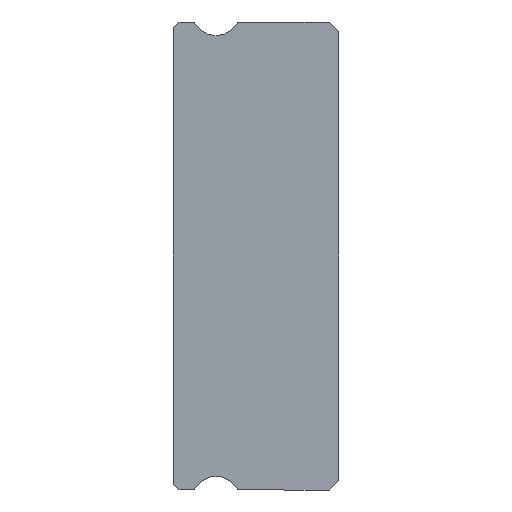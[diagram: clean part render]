
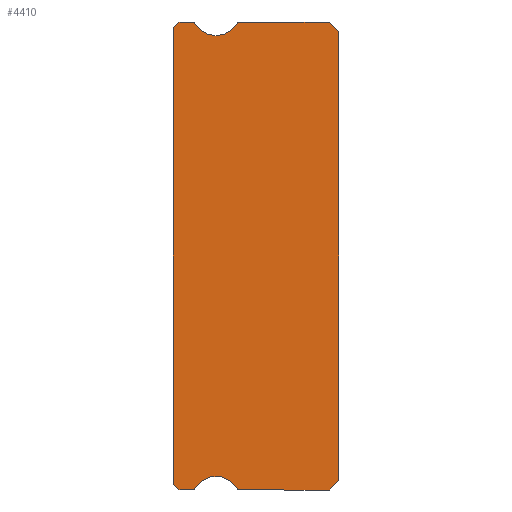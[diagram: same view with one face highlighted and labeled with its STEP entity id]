
A CAD part, left-side view. The second image highlights one B-rep face of the part: STEP entity #4410.
In plain terms, the highlighted planar face has unit normal (-1, 0, 0).
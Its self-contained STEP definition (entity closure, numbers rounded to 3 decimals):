
#8 = PLANE ( 'NONE',  #1691 ) ;
#28 = DIRECTION ( 'NONE',  ( 1., 0., 0. ) ) ;
#55 = LINE ( 'NONE', #970, #2150 ) ;
#66 = VECTOR ( 'NONE', #5737, 1000. ) ;
#152 = CARTESIAN_POINT ( 'NONE',  ( -20., 0.5, -12. ) ) ;
#212 = LINE ( 'NONE', #2041, #66 ) ;
#286 = DIRECTION ( 'NONE',  ( 0., 0., -1. ) ) ;
#301 = CARTESIAN_POINT ( 'NONE',  ( -20., 7.512, -12. ) ) ;
#387 = LINE ( 'NONE', #489, #3760 ) ;
#395 = CARTESIAN_POINT ( 'NONE',  ( -20., 5.217, 11.925 ) ) ;
#466 = VERTEX_POINT ( 'NONE', #2703 ) ;
#489 = CARTESIAN_POINT ( 'NONE',  ( -20., 0., 11.5 ) ) ;
#499 = DIRECTION ( 'NONE',  ( 0., 1., 0. ) ) ;
#516 = DIRECTION ( 'NONE',  ( 0., 0., 1. ) ) ;
#544 = VERTEX_POINT ( 'NONE', #3643 ) ;
#579 = LINE ( 'NONE', #2324, #2064 ) ;
#596 = LINE ( 'NONE', #3869, #4564 ) ;
#924 = VECTOR ( 'NONE', #2465, 1000. ) ;
#932 = DIRECTION ( 'NONE',  ( 1., 0., 0. ) ) ;
#970 = CARTESIAN_POINT ( 'NONE',  ( -20., 0.5, 12. ) ) ;
#1007 = CARTESIAN_POINT ( 'NONE',  ( -20., 0.5, 12. ) ) ;
#1009 = CIRCLE ( 'NONE', #1983, 0.15 ) ;
#1071 = CARTESIAN_POINT ( 'NONE',  ( -20., 8.2, -12. ) ) ;
#1134 = EDGE_CURVE ( 'NONE', #5798, #1712, #5871, .T. ) ;
#1185 = ORIENTED_EDGE ( 'NONE', *, *, #2350, .T. ) ;
#1209 = AXIS2_PLACEMENT_3D ( 'NONE', #4253, #5585, #1482 ) ;
#1216 = DIRECTION ( 'NONE',  ( 0., 0., -1. ) ) ;
#1252 = ORIENTED_EDGE ( 'NONE', *, *, #3519, .F. ) ;
#1307 = CARTESIAN_POINT ( 'NONE',  ( -20., 7.512, -11.85 ) ) ;
#1419 = LINE ( 'NONE', #5136, #5026 ) ;
#1482 = DIRECTION ( 'NONE',  ( 0., 0., -1. ) ) ;
#1503 = VERTEX_POINT ( 'NONE', #4431 ) ;
#1518 = EDGE_CURVE ( 'NONE', #2509, #5634, #579, .T. ) ;
#1528 = DIRECTION ( 'NONE',  ( -1., 0., 0. ) ) ;
#1617 = DIRECTION ( 'NONE',  ( 0., 0.707, -0.707 ) ) ;
#1674 = CIRCLE ( 'NONE', #4934, 0.15 ) ;
#1691 = AXIS2_PLACEMENT_3D ( 'NONE', #2873, #4136, #4115 ) ;
#1712 = VERTEX_POINT ( 'NONE', #4867 ) ;
#1791 = CIRCLE ( 'NONE', #5315, 0.15 ) ;
#1983 = AXIS2_PLACEMENT_3D ( 'NONE', #4767, #2503, #1216 ) ;
#2005 = AXIS2_PLACEMENT_3D ( 'NONE', #2412, #4597, #5034 ) ;
#2038 = ORIENTED_EDGE ( 'NONE', *, *, #3933, .F. ) ;
#2041 = CARTESIAN_POINT ( 'NONE',  ( -20., 7.512, 12. ) ) ;
#2064 = VECTOR ( 'NONE', #5610, 1000. ) ;
#2112 = ORIENTED_EDGE ( 'NONE', *, *, #3533, .T. ) ;
#2150 = VECTOR ( 'NONE', #3287, 1000. ) ;
#2255 = CARTESIAN_POINT ( 'NONE',  ( -20., 8.2, -12. ) ) ;
#2324 = CARTESIAN_POINT ( 'NONE',  ( -20., 0., -11.5 ) ) ;
#2350 = EDGE_CURVE ( 'NONE', #544, #466, #5581, .T. ) ;
#2386 = CIRCLE ( 'NONE', #2771, 1.25 ) ;
#2396 = LINE ( 'NONE', #3260, #5700 ) ;
#2412 = CARTESIAN_POINT ( 'NONE',  ( -20., 5.088, -11.85 ) ) ;
#2427 = DIRECTION ( 'NONE',  ( 0., 1., 0. ) ) ;
#2435 = EDGE_CURVE ( 'NONE', #5634, #4075, #2396, .T. ) ;
#2465 = DIRECTION ( 'NONE',  ( 0., -0.707, -0.707 ) ) ;
#2503 = DIRECTION ( 'NONE',  ( 1., 0., 0. ) ) ;
#2509 = VERTEX_POINT ( 'NONE', #4699 ) ;
#2601 = EDGE_CURVE ( 'NONE', #3264, #5752, #212, .T. ) ;
#2619 = ORIENTED_EDGE ( 'NONE', *, *, #5639, .T. ) ;
#2703 = CARTESIAN_POINT ( 'NONE',  ( -20., 8.2, 12. ) ) ;
#2771 = AXIS2_PLACEMENT_3D ( 'NONE', #5172, #3926, #4269 ) ;
#2782 = VERTEX_POINT ( 'NONE', #4056 ) ;
#2854 = VERTEX_POINT ( 'NONE', #4682 ) ;
#2873 = CARTESIAN_POINT ( 'NONE',  ( -20., 7.512, 11.85 ) ) ;
#2958 = EDGE_CURVE ( 'NONE', #2782, #3620, #596, .T. ) ;
#2994 = CARTESIAN_POINT ( 'NONE',  ( -20., 6.3, -12.55 ) ) ;
#3019 = ORIENTED_EDGE ( 'NONE', *, *, #5092, .T. ) ;
#3028 = ORIENTED_EDGE ( 'NONE', *, *, #5414, .T. ) ;
#3159 = ORIENTED_EDGE ( 'NONE', *, *, #5556, .F. ) ;
#3169 = VERTEX_POINT ( 'NONE', #395 ) ;
#3260 = CARTESIAN_POINT ( 'NONE',  ( -20., 7.512, -12. ) ) ;
#3264 = VERTEX_POINT ( 'NONE', #3863 ) ;
#3287 = DIRECTION ( 'NONE',  ( 0., -0.707, -0.707 ) ) ;
#3295 = AXIS2_PLACEMENT_3D ( 'NONE', #2994, #1528, #286 ) ;
#3309 = ORIENTED_EDGE ( 'NONE', *, *, #2958, .F. ) ;
#3359 = LINE ( 'NONE', #1071, #924 ) ;
#3519 = EDGE_CURVE ( 'NONE', #1503, #2854, #3801, .T. ) ;
#3533 = EDGE_CURVE ( 'NONE', #2782, #5570, #3359, .T. ) ;
#3544 = FACE_OUTER_BOUND ( 'NONE', #3666, .T. ) ;
#3620 = VERTEX_POINT ( 'NONE', #4015 ) ;
#3643 = CARTESIAN_POINT ( 'NONE',  ( -20., 7.512, 12. ) ) ;
#3666 = EDGE_LOOP ( 'NONE', ( #3309, #2112, #2619, #3159, #4604, #2038, #4969, #5779, #3019, #5466, #4412, #5682, #4939, #1252, #4422, #1185, #3028 ) ) ;
#3760 = VECTOR ( 'NONE', #516, 1000. ) ;
#3801 = CIRCLE ( 'NONE', #1209, 1.25 ) ;
#3863 = CARTESIAN_POINT ( 'NONE',  ( -20., 5.088, 12. ) ) ;
#3869 = CARTESIAN_POINT ( 'NONE',  ( -20., 8.5, 11.85 ) ) ;
#3880 = VECTOR ( 'NONE', #1617, 1000. ) ;
#3926 = DIRECTION ( 'NONE',  ( -1., 0., 0. ) ) ;
#3933 = EDGE_CURVE ( 'NONE', #4075, #5798, #4486, .T. ) ;
#3973 = EDGE_CURVE ( 'NONE', #2854, #3169, #2386, .T. ) ;
#3984 = CARTESIAN_POINT ( 'NONE',  ( -20., 5.217, -11.925 ) ) ;
#4015 = CARTESIAN_POINT ( 'NONE',  ( -20., 8.5, 11.7 ) ) ;
#4056 = CARTESIAN_POINT ( 'NONE',  ( -20., 8.5, -11.7 ) ) ;
#4062 = VERTEX_POINT ( 'NONE', #301 ) ;
#4075 = VERTEX_POINT ( 'NONE', #5767 ) ;
#4115 = DIRECTION ( 'NONE',  ( 0., 0., -1. ) ) ;
#4136 = DIRECTION ( 'NONE',  ( 1., 0., 0. ) ) ;
#4197 = DIRECTION ( 'NONE',  ( 0., -1., 0. ) ) ;
#4253 = CARTESIAN_POINT ( 'NONE',  ( -20., 6.3, 12.55 ) ) ;
#4269 = DIRECTION ( 'NONE',  ( 0., 0., -1. ) ) ;
#4316 = VERTEX_POINT ( 'NONE', #5674 ) ;
#4410 = ADVANCED_FACE ( 'NONE', ( #3544 ), #8, .F. ) ;
#4412 = ORIENTED_EDGE ( 'NONE', *, *, #2601, .F. ) ;
#4414 = CARTESIAN_POINT ( 'NONE',  ( -20., 8.5, 11.7 ) ) ;
#4422 = ORIENTED_EDGE ( 'NONE', *, *, #4481, .F. ) ;
#4425 = CARTESIAN_POINT ( 'NONE',  ( -20., 8.2, 12. ) ) ;
#4431 = CARTESIAN_POINT ( 'NONE',  ( -20., 7.383, 11.925 ) ) ;
#4481 = EDGE_CURVE ( 'NONE', #544, #1503, #1791, .T. ) ;
#4486 = CIRCLE ( 'NONE', #2005, 0.15 ) ;
#4524 = DIRECTION ( 'NONE',  ( 0., 0., -1. ) ) ;
#4556 = VECTOR ( 'NONE', #2427, 1000. ) ;
#4564 = VECTOR ( 'NONE', #5168, 1000. ) ;
#4595 = DIRECTION ( 'NONE',  ( 0., 0., -1. ) ) ;
#4597 = DIRECTION ( 'NONE',  ( 1., 0., 0. ) ) ;
#4604 = ORIENTED_EDGE ( 'NONE', *, *, #1134, .F. ) ;
#4682 = CARTESIAN_POINT ( 'NONE',  ( -20., 6.3, 11.3 ) ) ;
#4699 = CARTESIAN_POINT ( 'NONE',  ( -20., 0., -11.5 ) ) ;
#4767 = CARTESIAN_POINT ( 'NONE',  ( -20., 5.088, 11.85 ) ) ;
#4867 = CARTESIAN_POINT ( 'NONE',  ( -20., 7.383, -11.925 ) ) ;
#4904 = EDGE_CURVE ( 'NONE', #5752, #4316, #55, .T. ) ;
#4934 = AXIS2_PLACEMENT_3D ( 'NONE', #1307, #28, #4524 ) ;
#4939 = ORIENTED_EDGE ( 'NONE', *, *, #3973, .F. ) ;
#4969 = ORIENTED_EDGE ( 'NONE', *, *, #2435, .F. ) ;
#5026 = VECTOR ( 'NONE', #4197, 1000. ) ;
#5034 = DIRECTION ( 'NONE',  ( 0., 0., -1. ) ) ;
#5092 = EDGE_CURVE ( 'NONE', #2509, #4316, #387, .T. ) ;
#5110 = CARTESIAN_POINT ( 'NONE',  ( -20., 7.512, 11.85 ) ) ;
#5136 = CARTESIAN_POINT ( 'NONE',  ( -20., 7.512, -12. ) ) ;
#5168 = DIRECTION ( 'NONE',  ( 0., 0., 1. ) ) ;
#5172 = CARTESIAN_POINT ( 'NONE',  ( -20., 6.3, 12.55 ) ) ;
#5315 = AXIS2_PLACEMENT_3D ( 'NONE', #5110, #932, #4595 ) ;
#5414 = EDGE_CURVE ( 'NONE', #466, #3620, #5772, .T. ) ;
#5466 = ORIENTED_EDGE ( 'NONE', *, *, #4904, .F. ) ;
#5556 = EDGE_CURVE ( 'NONE', #1712, #4062, #1674, .T. ) ;
#5570 = VERTEX_POINT ( 'NONE', #2255 ) ;
#5581 = LINE ( 'NONE', #4425, #4556 ) ;
#5585 = DIRECTION ( 'NONE',  ( -1., 0., 0. ) ) ;
#5610 = DIRECTION ( 'NONE',  ( 0., 0.707, -0.707 ) ) ;
#5634 = VERTEX_POINT ( 'NONE', #152 ) ;
#5639 = EDGE_CURVE ( 'NONE', #5570, #4062, #1419, .T. ) ;
#5674 = CARTESIAN_POINT ( 'NONE',  ( -20., 0., 11.5 ) ) ;
#5682 = ORIENTED_EDGE ( 'NONE', *, *, #5860, .F. ) ;
#5700 = VECTOR ( 'NONE', #499, 1000. ) ;
#5737 = DIRECTION ( 'NONE',  ( 0., -1., 0. ) ) ;
#5752 = VERTEX_POINT ( 'NONE', #1007 ) ;
#5767 = CARTESIAN_POINT ( 'NONE',  ( -20., 5.088, -12. ) ) ;
#5772 = LINE ( 'NONE', #4414, #3880 ) ;
#5779 = ORIENTED_EDGE ( 'NONE', *, *, #1518, .F. ) ;
#5798 = VERTEX_POINT ( 'NONE', #3984 ) ;
#5860 = EDGE_CURVE ( 'NONE', #3169, #3264, #1009, .T. ) ;
#5871 = CIRCLE ( 'NONE', #3295, 1.25 ) ;
